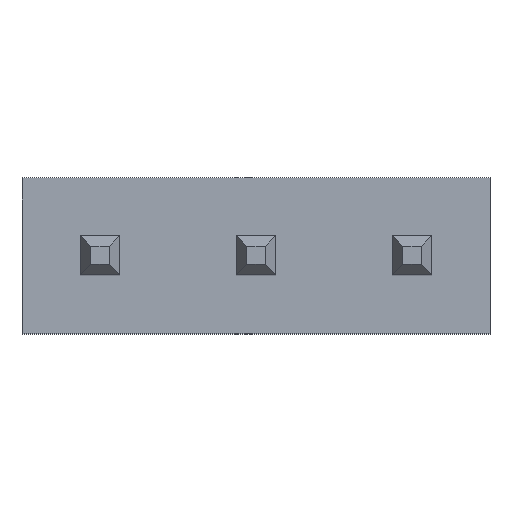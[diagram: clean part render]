
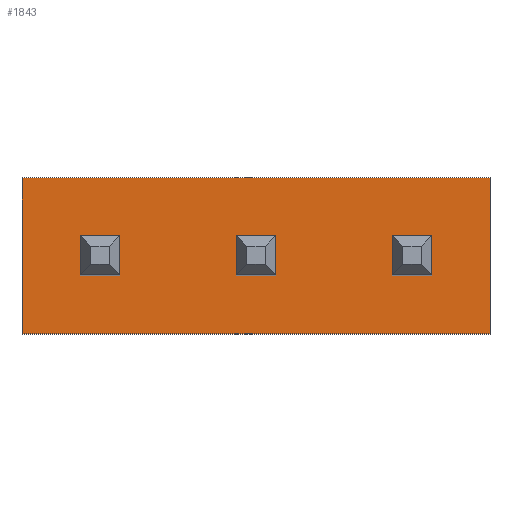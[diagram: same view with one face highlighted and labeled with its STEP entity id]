
A CAD part, top view. The second image highlights one B-rep face of the part: STEP entity #1843.
In plain terms, the highlighted planar face has unit normal (0, 0, 1).
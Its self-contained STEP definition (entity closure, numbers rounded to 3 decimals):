
#1718 = CARTESIAN_POINT ( 'NONE',  ( 6.35, 1.27, 2.54 ) ) ;
#1719 = VERTEX_POINT ( 'NONE', #1718 ) ;
#1726 = CARTESIAN_POINT ( 'NONE',  ( 6.35, -1.27, 2.54 ) ) ;
#1727 = VERTEX_POINT ( 'NONE', #1726 ) ;
#1728 = CARTESIAN_POINT ( 'NONE',  ( 6.35, -1.27, 2.54 ) ) ;
#1729 = DIRECTION ( 'NONE',  ( 0., 1., 0. ) ) ;
#1730 = VECTOR ( 'NONE', #1729, 1000. ) ;
#1731 = LINE ( 'NONE', #1728, #1730 ) ;
#1732 = EDGE_CURVE ( 'NONE', #1727, #1719, #1731, .T. ) ;
#1756 = CARTESIAN_POINT ( 'NONE',  ( -1.27, 1.27, 2.54 ) ) ;
#1757 = VERTEX_POINT ( 'NONE', #1756 ) ;
#1764 = CARTESIAN_POINT ( 'NONE',  ( -1.27, 1.27, 2.54 ) ) ;
#1765 = DIRECTION ( 'NONE',  ( -1., 0., 0. ) ) ;
#1766 = VECTOR ( 'NONE', #1765, 1000. ) ;
#1767 = LINE ( 'NONE', #1764, #1766 ) ;
#1768 = EDGE_CURVE ( 'NONE', #1719, #1757, #1767, .T. ) ;
#1787 = CARTESIAN_POINT ( 'NONE',  ( -1.27, -1.27, 2.54 ) ) ;
#1788 = VERTEX_POINT ( 'NONE', #1787 ) ;
#1795 = CARTESIAN_POINT ( 'NONE',  ( -1.27, -1.27, 2.54 ) ) ;
#1796 = DIRECTION ( 'NONE',  ( 0., -1., 0. ) ) ;
#1797 = VECTOR ( 'NONE', #1796, 1000. ) ;
#1798 = LINE ( 'NONE', #1795, #1797 ) ;
#1799 = EDGE_CURVE ( 'NONE', #1757, #1788, #1798, .T. ) ;
#1817 = CARTESIAN_POINT ( 'NONE',  ( -1.27, -1.27, 2.54 ) ) ;
#1818 = DIRECTION ( 'NONE',  ( 1., 0., 0. ) ) ;
#1819 = VECTOR ( 'NONE', #1818, 1000. ) ;
#1820 = LINE ( 'NONE', #1817, #1819 ) ;
#1821 = EDGE_CURVE ( 'NONE', #1788, #1727, #1820, .T. ) ;
#1832 = ORIENTED_EDGE ( 'NONE', *, *, #1732, .T. ) ;
#1833 = ORIENTED_EDGE ( 'NONE', *, *, #1768, .T. ) ;
#1834 = ORIENTED_EDGE ( 'NONE', *, *, #1799, .T. ) ;
#1835 = ORIENTED_EDGE ( 'NONE', *, *, #1821, .T. ) ;
#1836 = EDGE_LOOP ( 'NONE', ( #1832, #1833, #1834, #1835 ) ) ;
#1837 = FACE_OUTER_BOUND ( 'NONE', #1836, .T. ) ;
#1838 = CARTESIAN_POINT ( 'NONE',  ( 2.54, 0., 2.54 ) ) ;
#1839 = DIRECTION ( 'NONE',  ( 0., 0., -1. ) ) ;
#1840 = DIRECTION ( 'NONE',  ( 0., 1., 0. ) ) ;
#1841 = AXIS2_PLACEMENT_3D ( 'NONE', #1838, #1839, #1840 ) ;
#1842 = PLANE ( 'NONE', #1841 ) ;
#1843 = ADVANCED_FACE ( 'NONE', ( #1837 ), #1842, .F. ) ;
